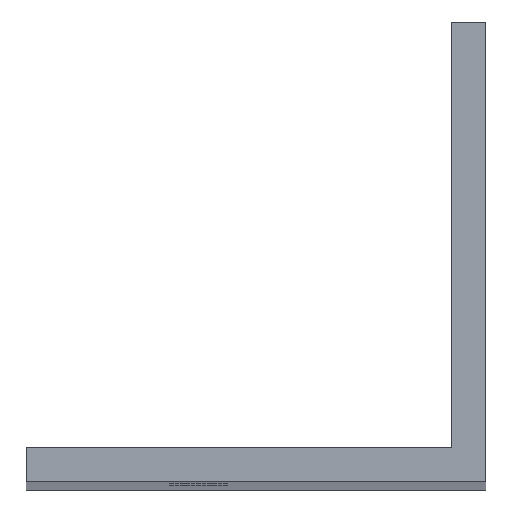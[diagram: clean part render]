
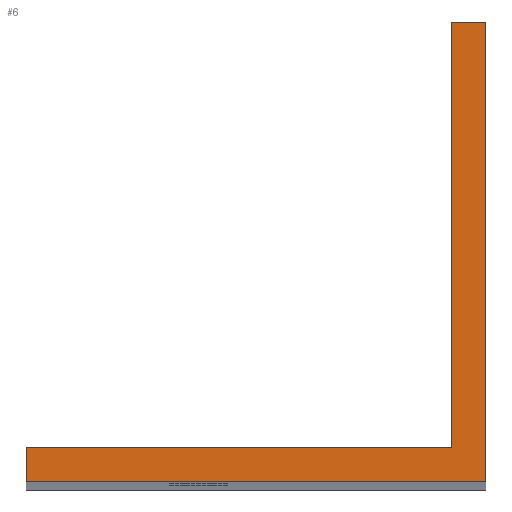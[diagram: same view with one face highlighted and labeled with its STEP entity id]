
A CAD part, top view. The second image highlights one B-rep face of the part: STEP entity #6.
In plain terms, the highlighted planar face has unit normal (0, 0, 1).
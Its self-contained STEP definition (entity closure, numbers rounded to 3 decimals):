
#6 = ADVANCED_FACE ( 'NONE', ( #577 ), #76, .T. ) ;
#28 = VERTEX_POINT ( 'NONE', #117 ) ;
#53 = VERTEX_POINT ( 'NONE', #137 ) ;
#56 = VERTEX_POINT ( 'NONE', #140 ) ;
#58 = VERTEX_POINT ( 'NONE', #142 ) ;
#60 = VERTEX_POINT ( 'NONE', #144 ) ;
#62 = VERTEX_POINT ( 'NONE', #146 ) ;
#76 = PLANE ( 'NONE',  #383 ) ;
#79 = CARTESIAN_POINT ( 'NONE',  ( 0., 0., 400. ) ) ;
#85 = DIRECTION ( 'NONE',  ( 0., 0., 1. ) ) ;
#86 = DIRECTION ( 'NONE',  ( 1., 0., 0. ) ) ;
#117 = CARTESIAN_POINT ( 'NONE',  ( 0., 0., 400. ) ) ;
#137 = CARTESIAN_POINT ( 'NONE',  ( 0., 3., 400. ) ) ;
#140 = CARTESIAN_POINT ( 'NONE',  ( 40., 0., 400. ) ) ;
#142 = CARTESIAN_POINT ( 'NONE',  ( 40., 40., 400. ) ) ;
#144 = CARTESIAN_POINT ( 'NONE',  ( 37., 40., 400. ) ) ;
#146 = CARTESIAN_POINT ( 'NONE',  ( 37., 3., 400. ) ) ;
#179 = CARTESIAN_POINT ( 'NONE',  ( 0., 3., 400. ) ) ;
#182 = DIRECTION ( 'NONE',  ( 0., -1., 0. ) ) ;
#227 = CARTESIAN_POINT ( 'NONE',  ( 40., 0., 400. ) ) ;
#232 = CARTESIAN_POINT ( 'NONE',  ( 0., 0., 400. ) ) ;
#233 = DIRECTION ( 'NONE',  ( 1., 0., 0. ) ) ;
#238 = DIRECTION ( 'NONE',  ( 0., 1., 0. ) ) ;
#239 = CARTESIAN_POINT ( 'NONE',  ( 37., 40., 400. ) ) ;
#240 = DIRECTION ( 'NONE',  ( 0., -1., 0. ) ) ;
#243 = CARTESIAN_POINT ( 'NONE',  ( 40., 40., 400. ) ) ;
#251 = DIRECTION ( 'NONE',  ( -1., 0., 0. ) ) ;
#280 = CARTESIAN_POINT ( 'NONE',  ( 37., 3., 400. ) ) ;
#281 = DIRECTION ( 'NONE',  ( -1., 0., 0. ) ) ;
#337 = EDGE_CURVE ( 'NONE', #53, #28, #437, .T. ) ;
#358 = EDGE_CURVE ( 'NONE', #28, #56, #468, .T. ) ;
#360 = EDGE_CURVE ( 'NONE', #56, #58, #472, .T. ) ;
#361 = EDGE_CURVE ( 'NONE', #60, #62, #478, .T. ) ;
#366 = EDGE_CURVE ( 'NONE', #58, #60, #485, .T. ) ;
#377 = EDGE_CURVE ( 'NONE', #62, #53, #496, .T. ) ;
#383 = AXIS2_PLACEMENT_3D ( 'NONE', #79, #85, #86 ) ;
#437 = LINE ( 'NONE', #179, #438 ) ;
#438 = VECTOR ( 'NONE', #182, 1000. ) ;
#468 = LINE ( 'NONE', #232, #470 ) ;
#470 = VECTOR ( 'NONE', #233, 1000. ) ;
#472 = LINE ( 'NONE', #227, #476 ) ;
#476 = VECTOR ( 'NONE', #238, 1000. ) ;
#478 = LINE ( 'NONE', #239, #479 ) ;
#479 = VECTOR ( 'NONE', #240, 1000. ) ;
#485 = LINE ( 'NONE', #243, #487 ) ;
#487 = VECTOR ( 'NONE', #251, 1000. ) ;
#496 = LINE ( 'NONE', #280, #501 ) ;
#501 = VECTOR ( 'NONE', #281, 1000. ) ;
#577 = FACE_OUTER_BOUND ( 'NONE', #592, .T. ) ;
#588 = ORIENTED_EDGE ( 'NONE', *, *, #361, .T. ) ;
#592 = EDGE_LOOP ( 'NONE', ( #737, #690, #724, #601, #588, #626 ) ) ;
#601 = ORIENTED_EDGE ( 'NONE', *, *, #366, .T. ) ;
#626 = ORIENTED_EDGE ( 'NONE', *, *, #377, .T. ) ;
#690 = ORIENTED_EDGE ( 'NONE', *, *, #358, .T. ) ;
#724 = ORIENTED_EDGE ( 'NONE', *, *, #360, .T. ) ;
#737 = ORIENTED_EDGE ( 'NONE', *, *, #337, .T. ) ;
